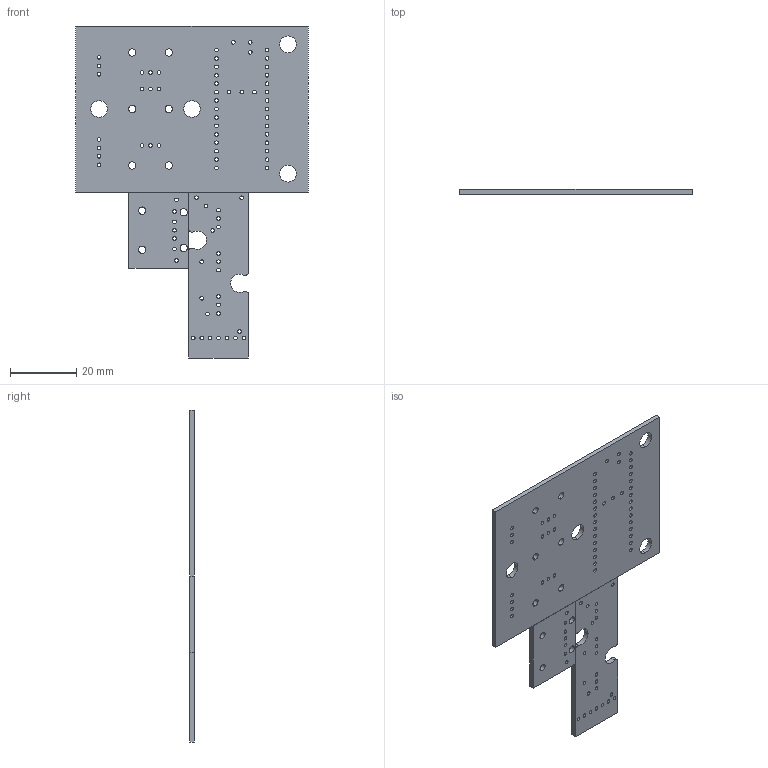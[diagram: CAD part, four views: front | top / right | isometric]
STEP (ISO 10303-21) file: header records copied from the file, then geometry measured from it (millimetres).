
FILE_DESCRIPTION (( 'STEP AP214' ), '1' );
FILE_NAME ('Circuits.STEP', '2023-02-05T03:32:33', ( '' ), ( '' ), 'SwSTEP 2.0', 'SolidWorks 2022', '' );
FILE_SCHEMA (( 'AUTOMOTIVE_DESIGN' ));
Length unit declared in the file: millimetre
Products named in the file (4): SampleCircuitBoard; Circuits; SampleShield V2; SampleFlashlightPCB
Assembly tree (3 placements, depth 2):
  Circuits
    SampleShield V2
    SampleCircuitBoard
    SampleFlashlightPCB
Bounding box: 70 x 1.5 x 100 mm (x, y, z)
Volume: 6851.4 mm3; surface area: 10475.4 mm2
Topology: 3 solids, 3 shells, 221 faces, 645 edges, 430 vertices
Faces by surface type: cylinder 201, plane 20
Entity records: 8103 total; most frequent: DIRECTION 1501, CARTESIAN_POINT 1302, ORIENTED_EDGE 1290, EDGE_CURVE 645, AXIS2_PLACEMENT_3D 629, VERTEX_POINT 430, EDGE_LOOP 415, CIRCLE 402
